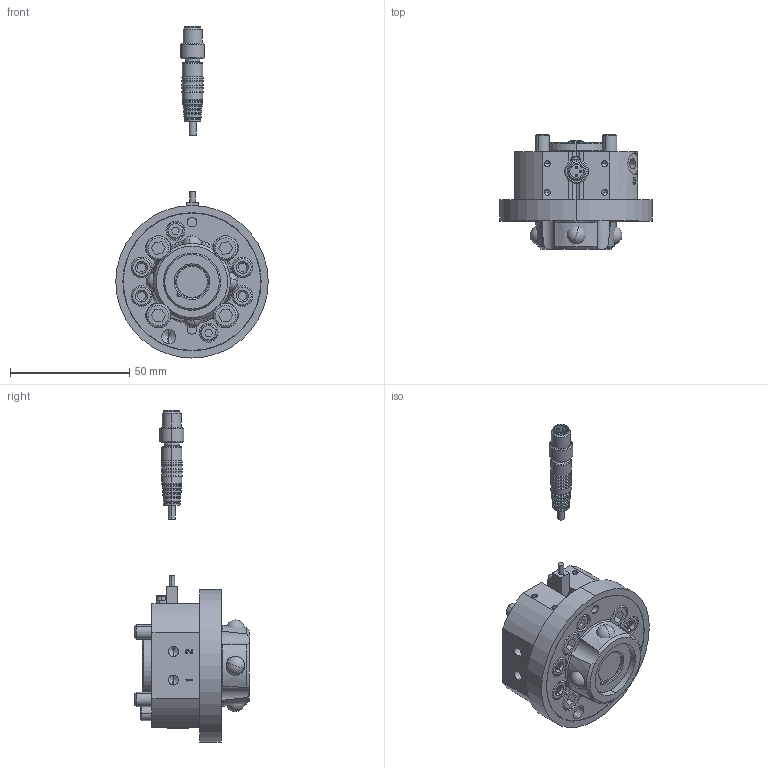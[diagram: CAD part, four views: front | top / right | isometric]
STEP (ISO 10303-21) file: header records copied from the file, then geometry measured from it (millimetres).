
FILE_DESCRIPTION (( 'STEP AP203' ), '1' );
FILE_NAME ('P1140.STEP', '2019-01-22T07:33:56', ( '' ), ( '' ), 'SwSTEP 2.0', 'SolidWorks 2017', '' );
FILE_SCHEMA (( 'CONFIG_CONTROL_DESIGN' ));
Length unit declared in the file: millimetre
Products named in the file (1): P1140
Bounding box: 64 x 48 x 139.33 mm (x, y, z)
Volume: 91436.5 mm3; surface area: 42068.1 mm2
Topology: 25 solids, 25 shells, 788 faces, 1859 edges, 1163 vertices
Faces by surface type: plane 261, cylinder 228, torus 104, cone 99, bspline 82, sphere 14
Entity records: 29354 total; most frequent: CARTESIAN_POINT 11406, DIRECTION 3760, ORIENTED_EDGE 3602, EDGE_CURVE 1801, AXIS2_PLACEMENT_3D 1467, VERTEX_POINT 1149, EDGE_LOOP 924, VECTOR 826
